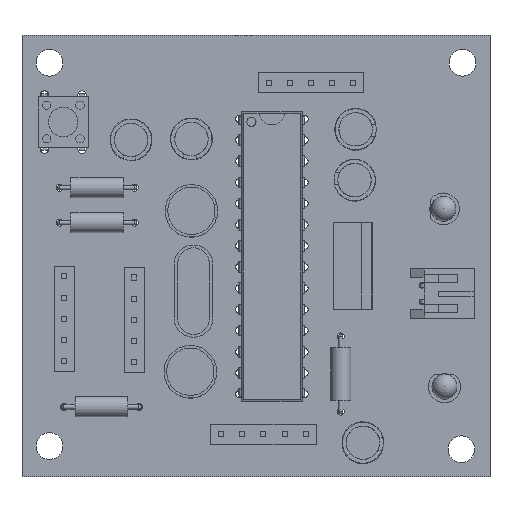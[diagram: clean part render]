
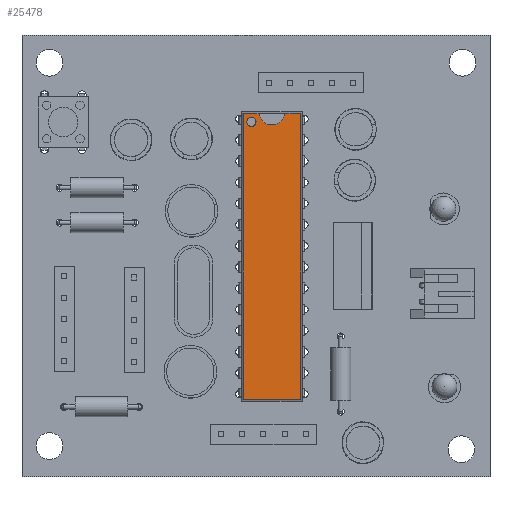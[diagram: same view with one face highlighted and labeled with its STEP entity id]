
A CAD part, top view. The second image highlights one B-rep face of the part: STEP entity #25478.
In plain terms, the highlighted face is planar.
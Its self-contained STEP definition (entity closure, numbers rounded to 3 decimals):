
#25156 = VERTEX_POINT('',#25157);
#25157 = CARTESIAN_POINT('',(-2.451,4.572,-15.587));
#25163 = EDGE_CURVE('',#25164,#25156,#25166,.T.);
#25164 = VERTEX_POINT('',#25165);
#25165 = CARTESIAN_POINT('',(-2.451,4.572,-16.687));
#25166 = CIRCLE('',#25167,0.55);
#25167 = AXIS2_PLACEMENT_3D('',#25168,#25169,#25170);
#25168 = CARTESIAN_POINT('',(-2.451,4.572,-16.137));
#25169 = DIRECTION('',(0.,1.,0.));
#25170 = DIRECTION('',(0.,-0.,1.));
#25198 = VERTEX_POINT('',#25199);
#25199 = CARTESIAN_POINT('',(1.537,4.572,-17.137));
#25206 = EDGE_CURVE('',#25207,#25198,#25209,.T.);
#25207 = VERTEX_POINT('',#25208);
#25208 = CARTESIAN_POINT('',(0.,4.572,-15.786));
#25209 = CIRCLE('',#25210,1.55);
#25210 = AXIS2_PLACEMENT_3D('',#25211,#25212,#25213);
#25211 = CARTESIAN_POINT('',(0.,4.572,-17.336));
#25212 = DIRECTION('',(-0.,1.,0.));
#25213 = DIRECTION('',(0.,0.,1.));
#25364 = VERTEX_POINT('',#25365);
#25365 = CARTESIAN_POINT('',(3.451,4.572,17.137));
#25371 = EDGE_CURVE('',#25372,#25364,#25374,.T.);
#25372 = VERTEX_POINT('',#25373);
#25373 = CARTESIAN_POINT('',(-3.451,4.572,17.137));
#25374 = LINE('',#25375,#25376);
#25375 = CARTESIAN_POINT('',(-3.65,4.572,17.137));
#25376 = VECTOR('',#25377,1.);
#25377 = DIRECTION('',(1.,0.,-0.));
#25395 = VERTEX_POINT('',#25396);
#25396 = CARTESIAN_POINT('',(3.451,4.572,-17.137));
#25402 = EDGE_CURVE('',#25364,#25395,#25403,.T.);
#25403 = LINE('',#25404,#25405);
#25404 = CARTESIAN_POINT('',(3.451,4.572,17.336));
#25405 = VECTOR('',#25406,1.);
#25406 = DIRECTION('',(-0.,0.,-1.));
#25417 = EDGE_CURVE('',#25418,#25420,#25422,.T.);
#25418 = VERTEX_POINT('',#25419);
#25419 = CARTESIAN_POINT('',(-1.537,4.572,-17.137));
#25420 = VERTEX_POINT('',#25421);
#25421 = CARTESIAN_POINT('',(-3.451,4.572,-17.137));
#25422 = LINE('',#25423,#25424);
#25423 = CARTESIAN_POINT('',(3.65,4.572,-17.137));
#25424 = VECTOR('',#25425,1.);
#25425 = DIRECTION('',(-1.,-0.,-0.));
#25443 = EDGE_CURVE('',#25395,#25198,#25444,.T.);
#25444 = LINE('',#25445,#25446);
#25445 = CARTESIAN_POINT('',(3.65,4.572,-17.137));
#25446 = VECTOR('',#25447,1.);
#25447 = DIRECTION('',(-1.,-0.,-0.));
#25467 = EDGE_CURVE('',#25420,#25372,#25468,.T.);
#25468 = LINE('',#25469,#25470);
#25469 = CARTESIAN_POINT('',(-3.451,4.572,-17.336));
#25470 = VECTOR('',#25471,1.);
#25471 = DIRECTION('',(-0.,-0.,1.));
#25478 = ADVANCED_FACE('',(#25479,#25489),#25504,.T.);
#25479 = FACE_BOUND('',#25480,.T.);
#25480 = EDGE_LOOP('',(#25481,#25488));
#25481 = ORIENTED_EDGE('',*,*,#25482,.F.);
#25482 = EDGE_CURVE('',#25156,#25164,#25483,.T.);
#25483 = CIRCLE('',#25484,0.55);
#25484 = AXIS2_PLACEMENT_3D('',#25485,#25486,#25487);
#25485 = CARTESIAN_POINT('',(-2.451,4.572,-16.137));
#25486 = DIRECTION('',(0.,1.,0.));
#25487 = DIRECTION('',(0.,-0.,1.));
#25488 = ORIENTED_EDGE('',*,*,#25163,.F.);
#25489 = FACE_BOUND('',#25490,.T.);
#25490 = EDGE_LOOP('',(#25491,#25498,#25499,#25500,#25501,#25502,#25503)
  );
#25491 = ORIENTED_EDGE('',*,*,#25492,.F.);
#25492 = EDGE_CURVE('',#25418,#25207,#25493,.T.);
#25493 = CIRCLE('',#25494,1.55);
#25494 = AXIS2_PLACEMENT_3D('',#25495,#25496,#25497);
#25495 = CARTESIAN_POINT('',(0.,4.572,-17.336));
#25496 = DIRECTION('',(-0.,1.,0.));
#25497 = DIRECTION('',(0.,0.,1.));
#25498 = ORIENTED_EDGE('',*,*,#25417,.T.);
#25499 = ORIENTED_EDGE('',*,*,#25467,.T.);
#25500 = ORIENTED_EDGE('',*,*,#25371,.T.);
#25501 = ORIENTED_EDGE('',*,*,#25402,.T.);
#25502 = ORIENTED_EDGE('',*,*,#25443,.T.);
#25503 = ORIENTED_EDGE('',*,*,#25206,.F.);
#25504 = PLANE('',#25505);
#25505 = AXIS2_PLACEMENT_3D('',#25506,#25507,#25508);
#25506 = CARTESIAN_POINT('',(0.,4.572,0.));
#25507 = DIRECTION('',(-0.,1.,0.));
#25508 = DIRECTION('',(0.,0.,1.));
